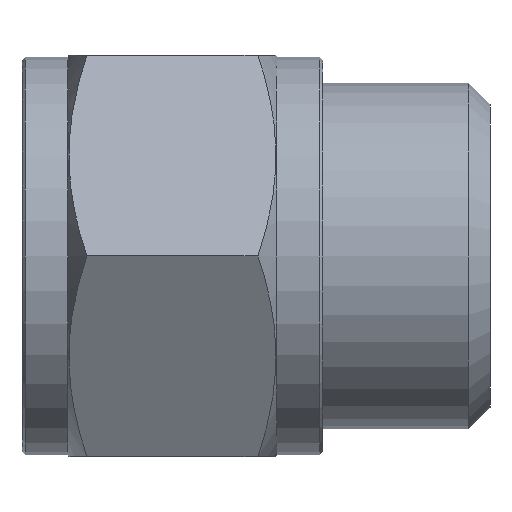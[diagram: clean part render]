
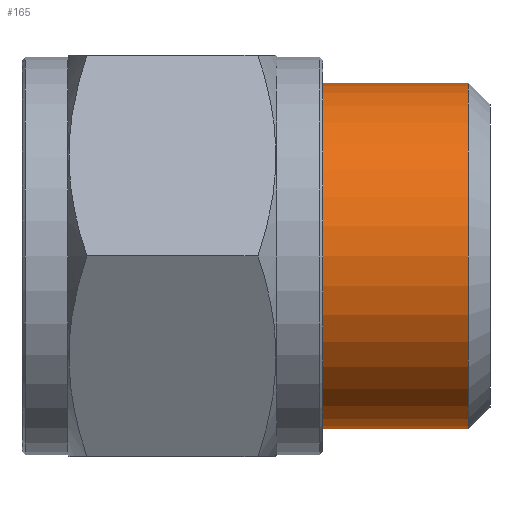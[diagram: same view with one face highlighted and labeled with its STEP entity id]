
A CAD part, left-side view. The second image highlights one B-rep face of the part: STEP entity #165.
In plain terms, the highlighted cylindrical face has radius 10.35 mm (diameter 20.7 mm), a partial arc.
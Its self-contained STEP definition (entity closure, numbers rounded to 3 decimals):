
#111 = EDGE_LOOP ( 'NONE', ( #112, #113, #287, #140 ) ) ;
#112 = ORIENTED_EDGE ( 'NONE', *, *, #311, .F. ) ;
#113 = ORIENTED_EDGE ( 'NONE', *, *, #163, .T. ) ;
#118 = EDGE_CURVE ( 'NONE', #312, #315, #534, .T. ) ;
#140 = ORIENTED_EDGE ( 'NONE', *, *, #118, .F. ) ;
#163 = EDGE_CURVE ( 'NONE', #301, #300, #617, .T. ) ;
#165 = ADVANCED_FACE ( 'NONE', ( #618 ), #677, .T. ) ;
#234 = EDGE_CURVE ( 'NONE', #300, #315, #870, .T. ) ;
#287 = ORIENTED_EDGE ( 'NONE', *, *, #234, .T. ) ;
#300 = VERTEX_POINT ( 'NONE', #909 ) ;
#301 = VERTEX_POINT ( 'NONE', #908 ) ;
#311 = EDGE_CURVE ( 'NONE', #301, #312, #832, .T. ) ;
#312 = VERTEX_POINT ( 'NONE', #828 ) ;
#315 = VERTEX_POINT ( 'NONE', #972 ) ;
#529 = DIRECTION ( 'NONE',  ( 0., -1., 0. ) ) ;
#530 = CARTESIAN_POINT ( 'NONE',  ( 0., 1.3, 0. ) ) ;
#531 = AXIS2_PLACEMENT_3D ( 'NONE', #530, #529, #573 ) ;
#534 = CIRCLE ( 'NONE', #531, 10.35 ) ;
#573 = DIRECTION ( 'NONE',  ( 0., 0., -1. ) ) ;
#597 = DIRECTION ( 'NONE',  ( 0., 0., -1. ) ) ;
#598 = DIRECTION ( 'NONE',  ( 0., -1., 0. ) ) ;
#599 = CARTESIAN_POINT ( 'NONE',  ( 0., -9.532, 0. ) ) ;
#600 = AXIS2_PLACEMENT_3D ( 'NONE', #599, #598, #597 ) ;
#613 = DIRECTION ( 'NONE',  ( 0., 0., -1. ) ) ;
#614 = DIRECTION ( 'NONE',  ( 0., -1., 0. ) ) ;
#615 = CARTESIAN_POINT ( 'NONE',  ( 0., 10., 0. ) ) ;
#616 = AXIS2_PLACEMENT_3D ( 'NONE', #615, #614, #613 ) ;
#617 = CIRCLE ( 'NONE', #616, 10.35 ) ;
#618 = FACE_OUTER_BOUND ( 'NONE', #111, .T. ) ;
#677 = CYLINDRICAL_SURFACE ( 'NONE', #600, 10.35 ) ;
#828 = CARTESIAN_POINT ( 'NONE',  ( 0., 1.3, 10.35 ) ) ;
#829 = DIRECTION ( 'NONE',  ( 0., -1., 0. ) ) ;
#830 = VECTOR ( 'NONE', #829, 1000. ) ;
#831 = CARTESIAN_POINT ( 'NONE',  ( 0., -9.532, 10.35 ) ) ;
#832 = LINE ( 'NONE', #831, #830 ) ;
#868 = DIRECTION ( 'NONE',  ( 0., -1., 0. ) ) ;
#869 = CARTESIAN_POINT ( 'NONE',  ( 0., -9.532, -10.35 ) ) ;
#870 = LINE ( 'NONE', #869, #940 ) ;
#908 = CARTESIAN_POINT ( 'NONE',  ( 0., 10., 10.35 ) ) ;
#909 = CARTESIAN_POINT ( 'NONE',  ( 0., 10., -10.35 ) ) ;
#940 = VECTOR ( 'NONE', #868, 1000. ) ;
#972 = CARTESIAN_POINT ( 'NONE',  ( 0., 1.3, -10.35 ) ) ;
